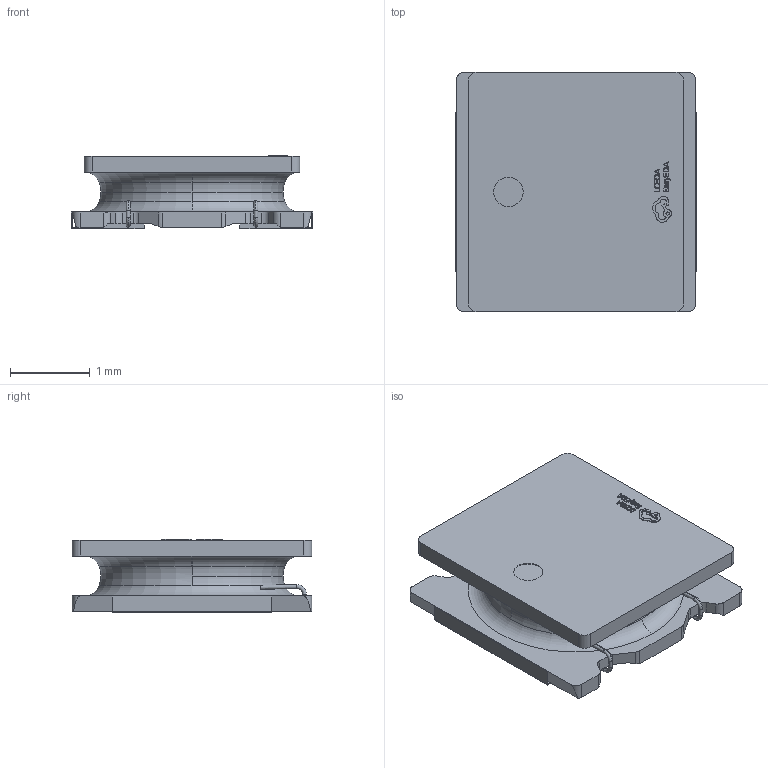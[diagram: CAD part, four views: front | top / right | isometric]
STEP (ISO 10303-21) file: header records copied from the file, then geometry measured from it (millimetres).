
FILE_DESCRIPTION (( 'STEP AP214' ), '1' );
FILE_NAME ('IND-SMD_L3.0-W3.0-H0.9_LQH3NPN2R2NG0L.step', '2022-07-08T23:59:56', ( '' ), ( '' ), 'SwSTEP 2.0', 'SolidWorks 2020', '' );
FILE_SCHEMA (( 'AUTOMOTIVE_DESIGN' ));
Length unit declared in the file: millimetre
Products named in the file (1): IND-SMD_L3.0-W3.0-H0.9_LQH3NPN2R2NG0L
Bounding box: 3.02 x 3 x 0.92 mm (x, y, z)
Volume: 5.5 mm3; surface area: 41.9 mm2
Topology: 5 solids, 5 shells, 410 faces, 1101 edges, 729 vertices
Faces by surface type: plane 233, bspline 115, cylinder 40, torus 22
Entity records: 18639 total; most frequent: CARTESIAN_POINT 4596, ORIENTED_EDGE 2202, DIRECTION 1542, EDGE_CURVE 1101, VERTEX_POINT 729, LINE 716, VECTOR 716, EDGE_LOOP 438
